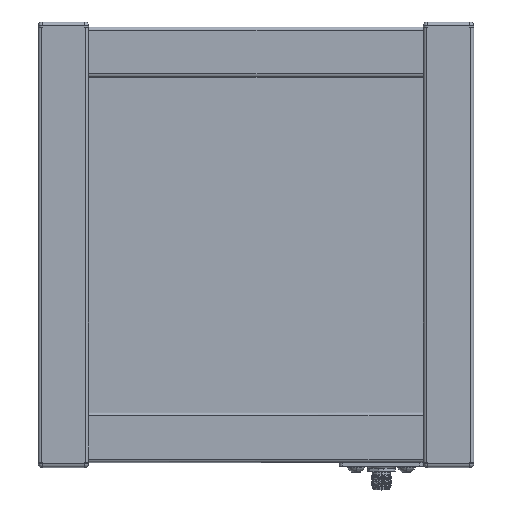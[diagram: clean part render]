
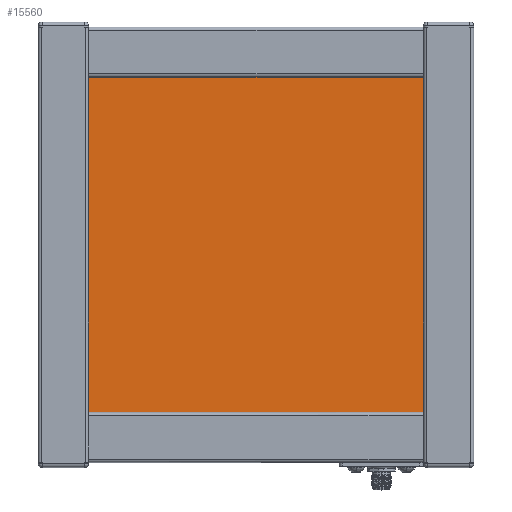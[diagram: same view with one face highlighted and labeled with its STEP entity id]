
A CAD part, top view. The second image highlights one B-rep face of the part: STEP entity #15560.
In plain terms, the highlighted planar face has unit normal (0, 0, 1).
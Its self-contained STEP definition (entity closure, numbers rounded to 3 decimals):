
#85 = CARTESIAN_POINT ( 'NONE',  ( 100., -100., 0. ) ) ;
#667 = EDGE_LOOP ( 'NONE', ( #31100, #36500, #33141, #12857, #20600 ) ) ;
#1505 = VERTEX_POINT ( 'NONE', #29551 ) ;
#1805 = LINE ( 'NONE', #23287, #22020 ) ;
#3686 = DIRECTION ( 'NONE',  ( 0., -1., 0. ) ) ;
#5288 = EDGE_CURVE ( 'NONE', #1505, #14741, #17762, .T. ) ;
#7120 = CARTESIAN_POINT ( 'NONE',  ( 0., 0., 0. ) ) ;
#7944 = VECTOR ( 'NONE', #27902, 1000. ) ;
#9060 = LINE ( 'NONE', #20948, #9985 ) ;
#9985 = VECTOR ( 'NONE', #27145, 1000. ) ;
#12618 = VECTOR ( 'NONE', #28722, 1000. ) ;
#12857 = ORIENTED_EDGE ( 'NONE', *, *, #30918, .T. ) ;
#14402 = CARTESIAN_POINT ( 'NONE',  ( -100., -100., 0. ) ) ;
#14455 = LINE ( 'NONE', #21541, #15843 ) ;
#14517 = LINE ( 'NONE', #25551, #12618 ) ;
#14741 = VERTEX_POINT ( 'NONE', #14402 ) ;
#15018 = CARTESIAN_POINT ( 'NONE',  ( 100., 100., 0. ) ) ;
#15560 = ADVANCED_FACE ( 'NONE', ( #17547 ), #25081, .T. ) ;
#15843 = VECTOR ( 'NONE', #24423, 1000. ) ;
#15944 = CARTESIAN_POINT ( 'NONE',  ( 99.8, -100., 0. ) ) ;
#17547 = FACE_OUTER_BOUND ( 'NONE', #667, .T. ) ;
#17762 = LINE ( 'NONE', #24752, #7944 ) ;
#18718 = VERTEX_POINT ( 'NONE', #15018 ) ;
#20600 = ORIENTED_EDGE ( 'NONE', *, *, #38559, .T. ) ;
#20948 = CARTESIAN_POINT ( 'NONE',  ( -100.2, -100., 0. ) ) ;
#21541 = CARTESIAN_POINT ( 'NONE',  ( 100., -130., 0. ) ) ;
#22020 = VECTOR ( 'NONE', #34930, 1000. ) ;
#23287 = CARTESIAN_POINT ( 'NONE',  ( 100., -100., 0. ) ) ;
#23523 = VERTEX_POINT ( 'NONE', #85 ) ;
#24423 = DIRECTION ( 'NONE',  ( 0., 1., 0. ) ) ;
#24752 = CARTESIAN_POINT ( 'NONE',  ( -100., 130., 0. ) ) ;
#25081 = PLANE ( 'NONE',  #35553 ) ;
#25551 = CARTESIAN_POINT ( 'NONE',  ( 100., 100., 0. ) ) ;
#27145 = DIRECTION ( 'NONE',  ( 1., 0., 0. ) ) ;
#27902 = DIRECTION ( 'NONE',  ( 0., -1., 0. ) ) ;
#28722 = DIRECTION ( 'NONE',  ( -1., 0., 0. ) ) ;
#29551 = CARTESIAN_POINT ( 'NONE',  ( -100., 100., 0. ) ) ;
#30539 = EDGE_CURVE ( 'NONE', #38391, #23523, #1805, .T. ) ;
#30918 = EDGE_CURVE ( 'NONE', #23523, #18718, #14455, .T. ) ;
#31100 = ORIENTED_EDGE ( 'NONE', *, *, #5288, .T. ) ;
#33141 = ORIENTED_EDGE ( 'NONE', *, *, #30539, .T. ) ;
#34121 = DIRECTION ( 'NONE',  ( 0., 0., 1. ) ) ;
#34930 = DIRECTION ( 'NONE',  ( 1., 0., 0. ) ) ;
#35516 = EDGE_CURVE ( 'NONE', #14741, #38391, #9060, .T. ) ;
#35553 = AXIS2_PLACEMENT_3D ( 'NONE', #7120, #34121, #3686 ) ;
#36500 = ORIENTED_EDGE ( 'NONE', *, *, #35516, .T. ) ;
#38391 = VERTEX_POINT ( 'NONE', #15944 ) ;
#38559 = EDGE_CURVE ( 'NONE', #18718, #1505, #14517, .T. ) ;
